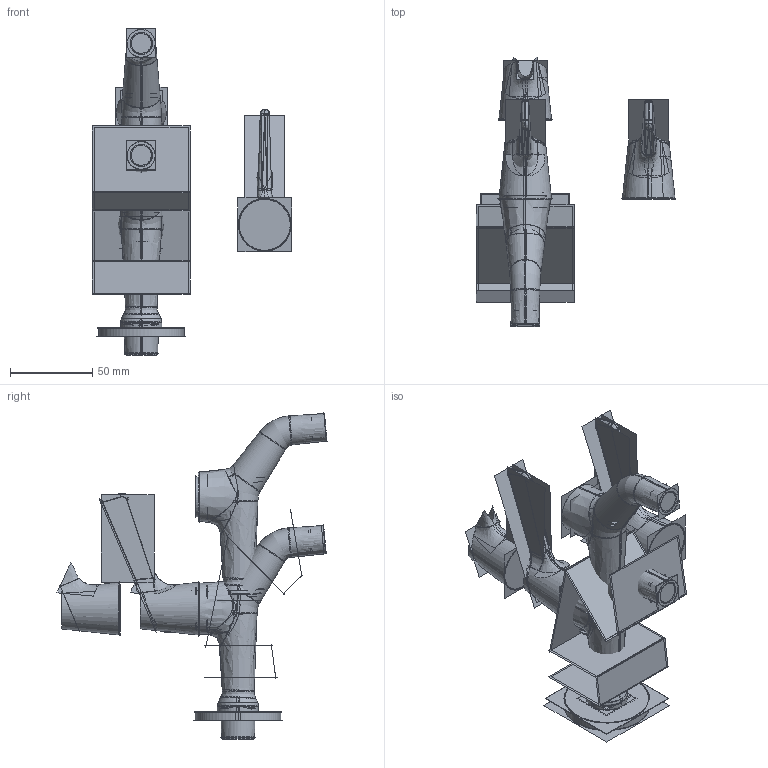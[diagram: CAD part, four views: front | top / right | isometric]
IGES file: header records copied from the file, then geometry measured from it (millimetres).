
Start section:  PTC IGES file: tp0077a_asm.igs
Global section: file name: tp0077a_asm.igs; native system: Pro/ENGINEER by Parametric Technology Corporation; preprocessor: 2009360; author: Administrator; organization: Unknown; date: 20160825.144004; units: millimetre
Bounding box: 120.93 x 163.97 x 198.06 mm (x, y, z)
Volume: 173437.3 mm3; surface area: 1288725.6 mm2
Topology: 9 solids, 14 shells, 2060 faces, 11394 edges, 14869 vertices
Faces by surface type: bspline 1218, revolution 842
